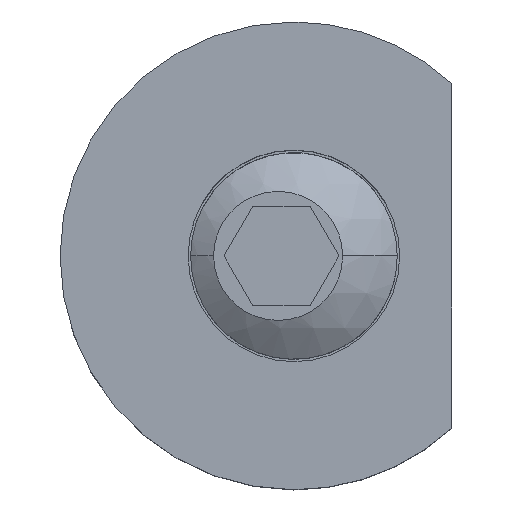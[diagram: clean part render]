
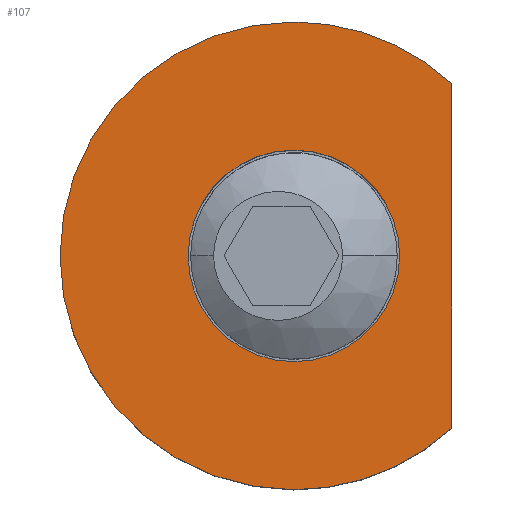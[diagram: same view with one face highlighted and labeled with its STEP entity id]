
A CAD part, top view. The second image highlights one B-rep face of the part: STEP entity #107.
In plain terms, the highlighted planar face has unit normal (0, 0, 1).
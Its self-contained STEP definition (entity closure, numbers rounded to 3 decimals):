
#8 = AXIS2_PLACEMENT_3D ( 'NONE', #612, #704, #982 ) ;
#13 = VERTEX_POINT ( 'NONE', #627 ) ;
#28 = AXIS2_PLACEMENT_3D ( 'NONE', #893, #807, #524 ) ;
#40 = CARTESIAN_POINT ( 'NONE',  ( 0., 0., 11.43 ) ) ;
#92 = ORIENTED_EDGE ( 'NONE', *, *, #1159, .T. ) ;
#107 = ADVANCED_FACE ( 'NONE', ( #1079, #256 ), #607, .T. ) ;
#114 = VERTEX_POINT ( 'NONE', #941 ) ;
#140 = EDGE_CURVE ( 'NONE', #1013, #684, #733, .T. ) ;
#147 = ORIENTED_EDGE ( 'NONE', *, *, #140, .T. ) ;
#150 = CIRCLE ( 'NONE', #635, 18.796 ) ;
#166 = EDGE_CURVE ( 'NONE', #684, #114, #150, .T. ) ;
#177 = ORIENTED_EDGE ( 'NONE', *, *, #166, .T. ) ;
#212 = DIRECTION ( 'NONE',  ( 0., -1., 0. ) ) ;
#228 = AXIS2_PLACEMENT_3D ( 'NONE', #468, #927, #473 ) ;
#250 = DIRECTION ( 'NONE',  ( 0., 1., 0. ) ) ;
#256 = FACE_BOUND ( 'NONE', #678, .T. ) ;
#312 = ORIENTED_EDGE ( 'NONE', *, *, #1041, .F. ) ;
#409 = DIRECTION ( 'NONE',  ( 0., 0., 1. ) ) ;
#463 = AXIS2_PLACEMENT_3D ( 'NONE', #1145, #676, #584 ) ;
#468 = CARTESIAN_POINT ( 'NONE',  ( 0., 0., 11.43 ) ) ;
#473 = DIRECTION ( 'NONE',  ( 0., -1., 0. ) ) ;
#520 = CIRCLE ( 'NONE', #28, 8.5 ) ;
#524 = DIRECTION ( 'NONE',  ( 1., 0., 0. ) ) ;
#529 = EDGE_LOOP ( 'NONE', ( #147, #177, #92, #773 ) ) ;
#536 = VECTOR ( 'NONE', #250, 1000. ) ;
#584 = DIRECTION ( 'NONE',  ( 1., 0., 0. ) ) ;
#607 = PLANE ( 'NONE',  #8 ) ;
#609 = CARTESIAN_POINT ( 'NONE',  ( 12.7, 0., 11.43 ) ) ;
#612 = CARTESIAN_POINT ( 'NONE',  ( 0., 0., 11.43 ) ) ;
#627 = CARTESIAN_POINT ( 'NONE',  ( 12.7, -13.856, 11.43 ) ) ;
#635 = AXIS2_PLACEMENT_3D ( 'NONE', #40, #409, #212 ) ;
#676 = DIRECTION ( 'NONE',  ( 0., 0., 1. ) ) ;
#678 = EDGE_LOOP ( 'NONE', ( #312, #727 ) ) ;
#684 = VERTEX_POINT ( 'NONE', #769 ) ;
#704 = DIRECTION ( 'NONE',  ( 0., 0., 1. ) ) ;
#722 = VERTEX_POINT ( 'NONE', #958 ) ;
#727 = ORIENTED_EDGE ( 'NONE', *, *, #992, .F. ) ;
#733 = CIRCLE ( 'NONE', #228, 18.796 ) ;
#736 = CIRCLE ( 'NONE', #894, 18.796 ) ;
#769 = CARTESIAN_POINT ( 'NONE',  ( 0., 18.796, 11.43 ) ) ;
#773 = ORIENTED_EDGE ( 'NONE', *, *, #979, .T. ) ;
#791 = DIRECTION ( 'NONE',  ( 0., -1., 0. ) ) ;
#803 = CARTESIAN_POINT ( 'NONE',  ( 12.7, 13.856, 11.43 ) ) ;
#807 = DIRECTION ( 'NONE',  ( 0., 0., 1. ) ) ;
#883 = CARTESIAN_POINT ( 'NONE',  ( 8.5, 0., 11.43 ) ) ;
#893 = CARTESIAN_POINT ( 'NONE',  ( 0., 0., 11.43 ) ) ;
#894 = AXIS2_PLACEMENT_3D ( 'NONE', #1156, #1068, #791 ) ;
#927 = DIRECTION ( 'NONE',  ( 0., 0., 1. ) ) ;
#941 = CARTESIAN_POINT ( 'NONE',  ( 0., -18.796, 11.43 ) ) ;
#958 = CARTESIAN_POINT ( 'NONE',  ( -8.5, 0., 11.43 ) ) ;
#979 = EDGE_CURVE ( 'NONE', #13, #1013, #1070, .T. ) ;
#982 = DIRECTION ( 'NONE',  ( 0., -1., 0. ) ) ;
#989 = CIRCLE ( 'NONE', #463, 8.5 ) ;
#992 = EDGE_CURVE ( 'NONE', #722, #1020, #520, .T. ) ;
#1013 = VERTEX_POINT ( 'NONE', #803 ) ;
#1020 = VERTEX_POINT ( 'NONE', #883 ) ;
#1041 = EDGE_CURVE ( 'NONE', #1020, #722, #989, .T. ) ;
#1068 = DIRECTION ( 'NONE',  ( 0., 0., 1. ) ) ;
#1070 = LINE ( 'NONE', #609, #536 ) ;
#1079 = FACE_OUTER_BOUND ( 'NONE', #529, .T. ) ;
#1145 = CARTESIAN_POINT ( 'NONE',  ( 0., 0., 11.43 ) ) ;
#1156 = CARTESIAN_POINT ( 'NONE',  ( 0., 0., 11.43 ) ) ;
#1159 = EDGE_CURVE ( 'NONE', #114, #13, #736, .T. ) ;
